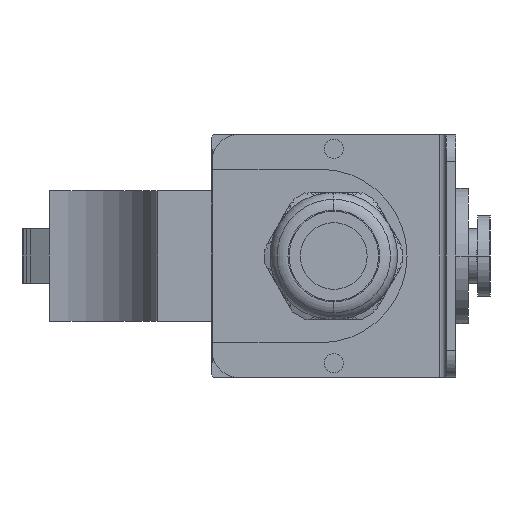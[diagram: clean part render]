
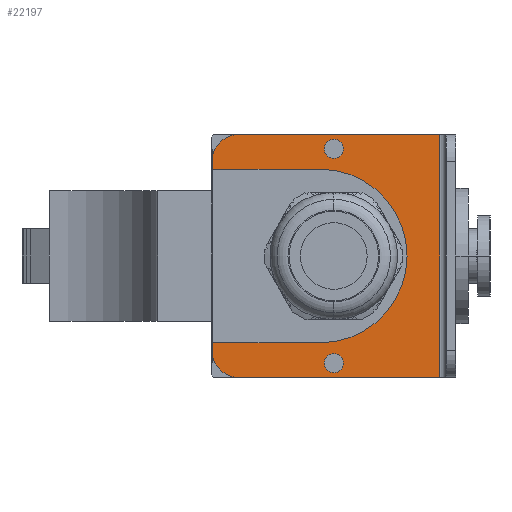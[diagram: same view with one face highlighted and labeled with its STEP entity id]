
A CAD part, left-side view. The second image highlights one B-rep face of the part: STEP entity #22197.
In plain terms, the highlighted face is planar.
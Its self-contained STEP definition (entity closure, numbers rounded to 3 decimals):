
#21277=DIRECTION('',(-1.,0.,0.));
#21278=VECTOR('',#21277,37.);
#21279=CARTESIAN_POINT('',(40.,1.8,-22.4));
#21280=LINE('',#21279,#21278);
#21503=DIRECTION('',(-1.,0.,0.));
#21504=VECTOR('',#21503,37.);
#21505=CARTESIAN_POINT('',(40.,1.8,22.4));
#21506=LINE('',#21505,#21504);
#21520=DIRECTION('',(0.,0.,1.));
#21521=VECTOR('',#21520,44.8);
#21522=CARTESIAN_POINT('',(3.,1.8,-22.4));
#21523=LINE('',#21522,#21521);
#21524=DIRECTION('',(0.,0.,1.));
#21525=VECTOR('',#21524,1.4);
#21526=CARTESIAN_POINT('',(45.,1.8,-17.4));
#21527=LINE('',#21526,#21525);
#21528=DIRECTION('',(-1.,0.,0.));
#21529=VECTOR('',#21528,20.);
#21530=CARTESIAN_POINT('',(45.,1.8,-16.));
#21531=LINE('',#21530,#21529);
#21532=CARTESIAN_POINT('',(25.,1.8,0.));
#21533=DIRECTION('',(0.,1.,0.));
#21534=DIRECTION('',(0.,0.,-1.));
#21535=AXIS2_PLACEMENT_3D('',#21532,#21533,#21534);
#21537=DIRECTION('',(-1.,0.,0.));
#21538=VECTOR('',#21537,20.);
#21539=CARTESIAN_POINT('',(45.,1.8,16.));
#21540=LINE('',#21539,#21538);
#21541=DIRECTION('',(0.,0.,1.));
#21542=VECTOR('',#21541,1.4);
#21543=CARTESIAN_POINT('',(45.,1.8,16.));
#21544=LINE('',#21543,#21542);
#21545=CARTESIAN_POINT('',(22.5,1.8,19.75));
#21546=DIRECTION('',(0.,1.,0.));
#21547=DIRECTION('',(0.,0.,-1.));
#21548=AXIS2_PLACEMENT_3D('',#21545,#21546,#21547);
#21550=CARTESIAN_POINT('',(22.5,1.8,19.75));
#21551=DIRECTION('',(0.,1.,0.));
#21552=DIRECTION('',(0.,0.,1.));
#21553=AXIS2_PLACEMENT_3D('',#21550,#21551,#21552);
#21555=CARTESIAN_POINT('',(22.5,1.8,-19.75));
#21556=DIRECTION('',(0.,1.,0.));
#21557=DIRECTION('',(0.,0.,-1.));
#21558=AXIS2_PLACEMENT_3D('',#21555,#21556,#21557);
#21560=CARTESIAN_POINT('',(22.5,1.8,-19.75));
#21561=DIRECTION('',(0.,1.,0.));
#21562=DIRECTION('',(0.,0.,1.));
#21563=AXIS2_PLACEMENT_3D('',#21560,#21561,#21562);
#21569=CARTESIAN_POINT('',(40.,1.8,-17.4));
#21570=DIRECTION('',(0.,1.,0.));
#21571=DIRECTION('',(1.,0.,0.));
#21572=AXIS2_PLACEMENT_3D('',#21569,#21570,#21571);
#21653=CARTESIAN_POINT('',(40.,1.8,17.4));
#21654=DIRECTION('',(0.,1.,0.));
#21655=DIRECTION('',(0.,0.,1.));
#21656=AXIS2_PLACEMENT_3D('',#21653,#21654,#21655);
#21686=CARTESIAN_POINT('',(3.,1.8,-22.4));
#21688=VERTEX_POINT('',#21686);
#21694=CARTESIAN_POINT('',(3.,1.8,22.4));
#21696=VERTEX_POINT('',#21694);
#21706=CARTESIAN_POINT('',(45.,1.8,-16.));
#21707=VERTEX_POINT('',#21706);
#21708=CARTESIAN_POINT('',(45.,1.8,16.));
#21709=VERTEX_POINT('',#21708);
#21710=CARTESIAN_POINT('',(25.,1.8,-16.));
#21711=VERTEX_POINT('',#21710);
#21712=CARTESIAN_POINT('',(25.,1.8,16.));
#21713=VERTEX_POINT('',#21712);
#21778=CARTESIAN_POINT('',(45.,1.8,-17.4));
#21780=VERTEX_POINT('',#21778);
#21782=CARTESIAN_POINT('',(40.,1.8,-22.4));
#21783=VERTEX_POINT('',#21782);
#21787=CARTESIAN_POINT('',(45.,1.8,17.4));
#21789=VERTEX_POINT('',#21787);
#21792=CARTESIAN_POINT('',(40.,1.8,22.4));
#21793=VERTEX_POINT('',#21792);
#21802=CARTESIAN_POINT('',(22.5,1.8,18.));
#21803=CARTESIAN_POINT('',(22.5,1.8,21.5));
#21804=VERTEX_POINT('',#21802);
#21805=VERTEX_POINT('',#21803);
#21806=CARTESIAN_POINT('',(22.5,1.8,-21.5));
#21807=CARTESIAN_POINT('',(22.5,1.8,-18.));
#21808=VERTEX_POINT('',#21806);
#21809=VERTEX_POINT('',#21807);
#22161=CARTESIAN_POINT('',(45.,1.8,-22.4));
#22162=DIRECTION('',(0.,1.,0.));
#22163=DIRECTION('',(-1.,0.,0.));
#22164=AXIS2_PLACEMENT_3D('',#22161,#22162,#22163);
#22165=PLANE('',#22164);
#22167=ORIENTED_EDGE('',*,*,#22166,.F.);
#22169=ORIENTED_EDGE('',*,*,#22168,.T.);
#22171=ORIENTED_EDGE('',*,*,#22170,.T.);
#22173=ORIENTED_EDGE('',*,*,#22172,.T.);
#22175=ORIENTED_EDGE('',*,*,#22174,.F.);
#22177=ORIENTED_EDGE('',*,*,#22176,.T.);
#22179=ORIENTED_EDGE('',*,*,#22178,.F.);
#22180=ORIENTED_EDGE('',*,*,#22136,.T.);
#22181=ORIENTED_EDGE('',*,*,#22154,.F.);
#22182=ORIENTED_EDGE('',*,*,#21825,.F.);
#22183=EDGE_LOOP('',(#22167,#22169,#22171,#22173,#22175,#22177,#22179,#22180,
#22181,#22182));
#22184=FACE_OUTER_BOUND('',#22183,.F.);
#22186=ORIENTED_EDGE('',*,*,#22185,.T.);
#22188=ORIENTED_EDGE('',*,*,#22187,.T.);
#22189=EDGE_LOOP('',(#22186,#22188));
#22190=FACE_BOUND('',#22189,.F.);
#22192=ORIENTED_EDGE('',*,*,#22191,.T.);
#22194=ORIENTED_EDGE('',*,*,#22193,.T.);
#22195=EDGE_LOOP('',(#22192,#22194));
#22196=FACE_BOUND('',#22195,.F.);
#22197=ADVANCED_FACE('',(#22184,#22190,#22196),#22165,.T.);
#21536=CIRCLE('',#21535,16.);
#21549=CIRCLE('',#21548,1.75);
#21554=CIRCLE('',#21553,1.75);
#21559=CIRCLE('',#21558,1.75);
#21564=CIRCLE('',#21563,1.75);
#21573=CIRCLE('',#21572,5.);
#21657=CIRCLE('',#21656,5.);
#21825=EDGE_CURVE('',#21783,#21688,#21280,.T.);
#22136=EDGE_CURVE('',#21793,#21696,#21506,.T.);
#22154=EDGE_CURVE('',#21688,#21696,#21523,.T.);
#22166=EDGE_CURVE('',#21780,#21783,#21573,.T.);
#22168=EDGE_CURVE('',#21780,#21707,#21527,.T.);
#22170=EDGE_CURVE('',#21707,#21711,#21531,.T.);
#22172=EDGE_CURVE('',#21711,#21713,#21536,.T.);
#22174=EDGE_CURVE('',#21709,#21713,#21540,.T.);
#22176=EDGE_CURVE('',#21709,#21789,#21544,.T.);
#22178=EDGE_CURVE('',#21793,#21789,#21657,.T.);
#22185=EDGE_CURVE('',#21804,#21805,#21549,.T.);
#22187=EDGE_CURVE('',#21805,#21804,#21554,.T.);
#22191=EDGE_CURVE('',#21808,#21809,#21559,.T.);
#22193=EDGE_CURVE('',#21809,#21808,#21564,.T.);
